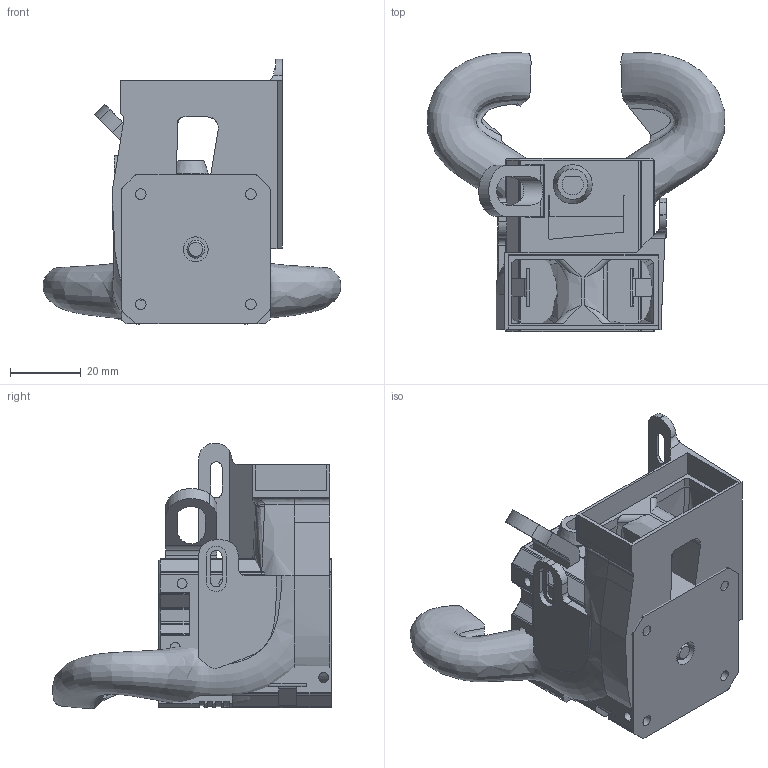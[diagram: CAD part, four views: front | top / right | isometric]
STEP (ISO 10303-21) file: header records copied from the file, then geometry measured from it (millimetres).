
FILE_DESCRIPTION(('HOOPS Exchange Step'),'2;1');
FILE_NAME('temp_export','2024-03-26T16:26:21+10:00',('dunca'),('Shapr3D Limited'),'HOOPS Exchange 2023.2','Shapr3D','Authorized');
FILE_SCHEMA( ('AUTOMOTIVE_DESIGN { 1 0 10303 214 1 1 1 1 }') );
Length unit declared in the file: millimetre
Products named in the file (2): Sprite Extruder group; root
Assembly tree (1 placements, depth 2):
  root
    Sprite Extruder group
Bounding box: 83.78 x 78.59 x 74.81 mm (x, y, z)
Volume: 101019.9 mm3; surface area: 53563.9 mm2
Topology: 2 solids, 5 shells, 789 faces, 2316 edges, 1545 vertices
Faces by surface type: plane 348, cylinder 339, bspline 65, cone 27, torus 10
Full cylindrical faces by diameter (mm): 2.8 x16, 3 x12, 4 x1, 5 x1, 6 x1, 7 x2, 8 x1, 9 x2, 11 x1, 16 x1
Entity records: 40119 total; most frequent: CARTESIAN_POINT 18750, ORIENTED_EDGE 4624, DIRECTION 4142, EDGE_CURVE 2312, VERTEX_POINT 1545, AXIS2_PLACEMENT_3D 1467, VECTOR 1208, LINE 1208
